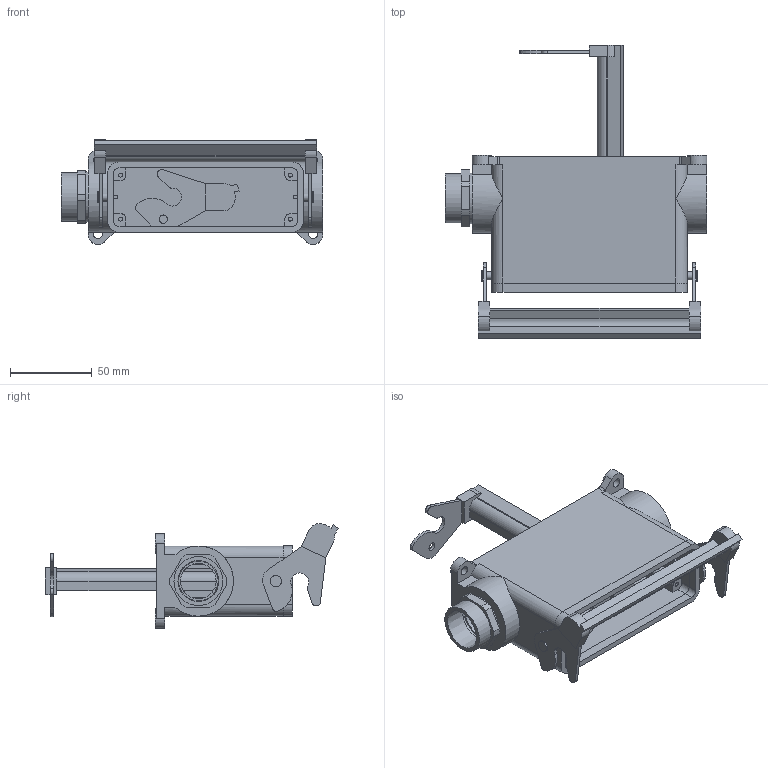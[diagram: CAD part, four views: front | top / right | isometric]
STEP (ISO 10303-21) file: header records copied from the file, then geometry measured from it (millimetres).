
FILE_DESCRIPTION( ( 'Unknown' ), '1' );
FILE_NAME( 'H_B_24_SGRH_LB_NPT_34_ASM.stp', 'Unknown', ( 'Unknown' ), ( 'Unknown' ), 'PSStep 11.0', 'Unknown', ' ' );
FILE_SCHEMA( ( 'AUTOMOTIVE_DESIGN { 1 0 10303 214 1 1 1 1 }' ) );
Length unit declared in the file: millimetre
Products named in the file (3): Assem1; H_B_24_SGRH_LB_NPT_34; GRIFF_LAENGSBUEGEL_HB_24_CADENAS
Bounding box: 160.5 x 179.67 x 64.24 mm (x, y, z)
Volume: 345422.5 mm3; surface area: 166026.3 mm2
Topology: 4 solids, 4 shells, 392 faces, 1058 edges, 704 vertices
Faces by surface type: plane 232, cylinder 158, cone 2
Full cylindrical faces by diameter (mm): 2.459 x8, 4.9 x4, 5.1 x4, 5.5 x8, 7 x4, 12 x8, 21.8 x2, 22.4 x2, 24.239 x2, 30 x2, 31 x2
Entity records: 7783 total; most frequent: CARTESIAN_POINT 1266, DIRECTION 1037, ORIENTED_EDGE 978, EDGE_CURVE 489, AXIS2_PLACEMENT_3D 359, VERTEX_POINT 336, LINE 319, VECTOR 319
